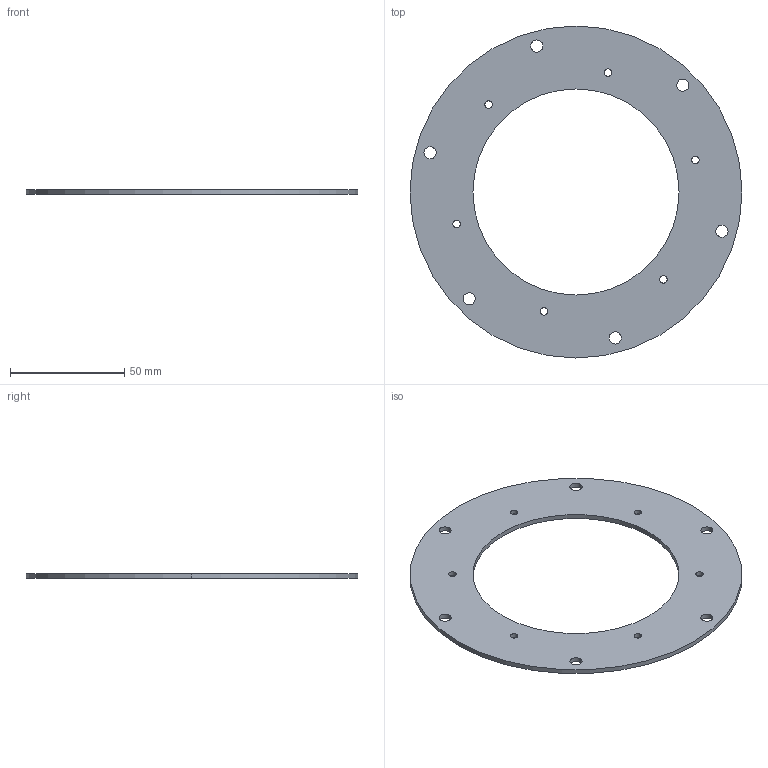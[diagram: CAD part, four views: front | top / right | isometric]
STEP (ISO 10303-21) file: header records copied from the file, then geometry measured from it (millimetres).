
FILE_DESCRIPTION (( 'STEP AP203' ), '1' );
FILE_NAME ('Clamp_x2 Rev(-).step', '2020-04-27T14:42:47', ( '' ), ( '' ), 'SwSTEP 2.0', 'SolidWorks 2020', '' );
FILE_SCHEMA (( 'CONFIG_CONTROL_DESIGN' ));
Length unit declared in the file: inch
Products named in the file (2): Clamp_x2 Rev(-); Clamp_x2
Assembly tree (1 placements, depth 2):
  Clamp_x2 Rev(-)
    Clamp_x2
Bounding box: 145 x 145 x 2.06 mm (x, y, z)
Volume: 20533.2 mm3; surface area: 21789.9 mm2
Topology: 1 solids, 1 shells, 30 faces, 84 edges, 56 vertices
Faces by surface type: cylinder 28, plane 2
Entity records: 1256 total; most frequent: DIRECTION 208, CARTESIAN_POINT 174, ORIENTED_EDGE 168, AXIS2_PLACEMENT_3D 90, EDGE_CURVE 84, VERTEX_POINT 56, CIRCLE 56, EDGE_LOOP 56
